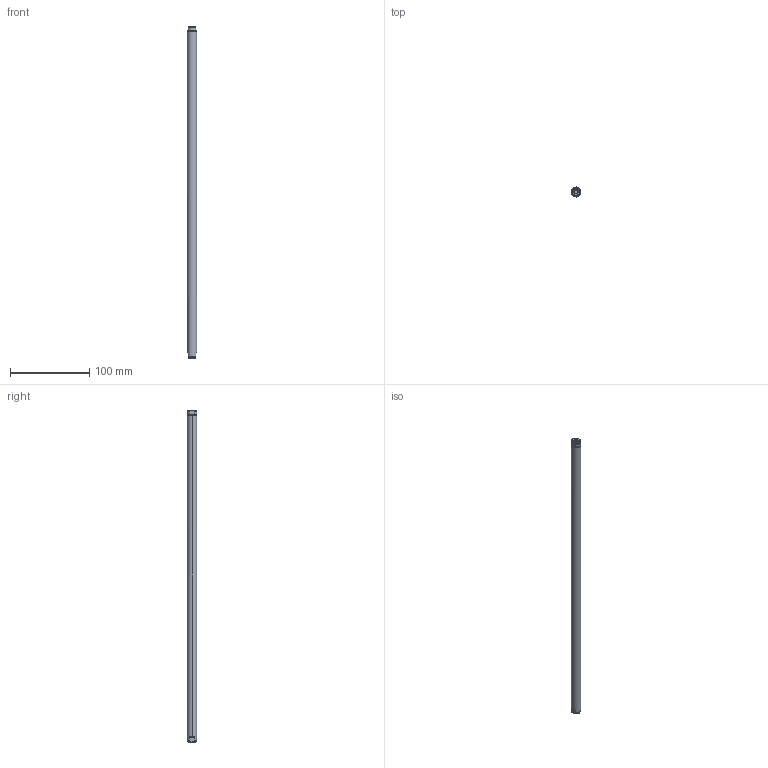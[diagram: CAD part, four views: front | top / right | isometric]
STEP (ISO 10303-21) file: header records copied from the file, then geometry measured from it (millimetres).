
FILE_DESCRIPTION (( 'STEP AP214' ), '1' );
FILE_NAME ('PL01-12x420!370.STEP', '2004-06-15T12:04:46', ( 'Mitarbeiter' ), ( 'Firma' ), 'SwSTEP 2.0', 'SolidWorks 2001287', '' );
FILE_SCHEMA (( 'AUTOMOTIVE_DESIGN' ));
Length unit declared in the file: millimetre
Products named in the file (1): PL01-12x420!370
Bounding box: 12 x 12 x 420 mm (x, y, z)
Volume: 46994.9 mm3; surface area: 16316.1 mm2
Topology: 1 solids, 1 shells, 37 faces, 92 edges, 60 vertices
Faces by surface type: plane 15, cylinder 10, cone 8, torus 4
Entity records: 1237 total; most frequent: CARTESIAN_POINT 362, ORIENTED_EDGE 184, DIRECTION 176, EDGE_CURVE 92, AXIS2_PLACEMENT_3D 74, VERTEX_POINT 60, EDGE_LOOP 40, ADVANCED_FACE 37
